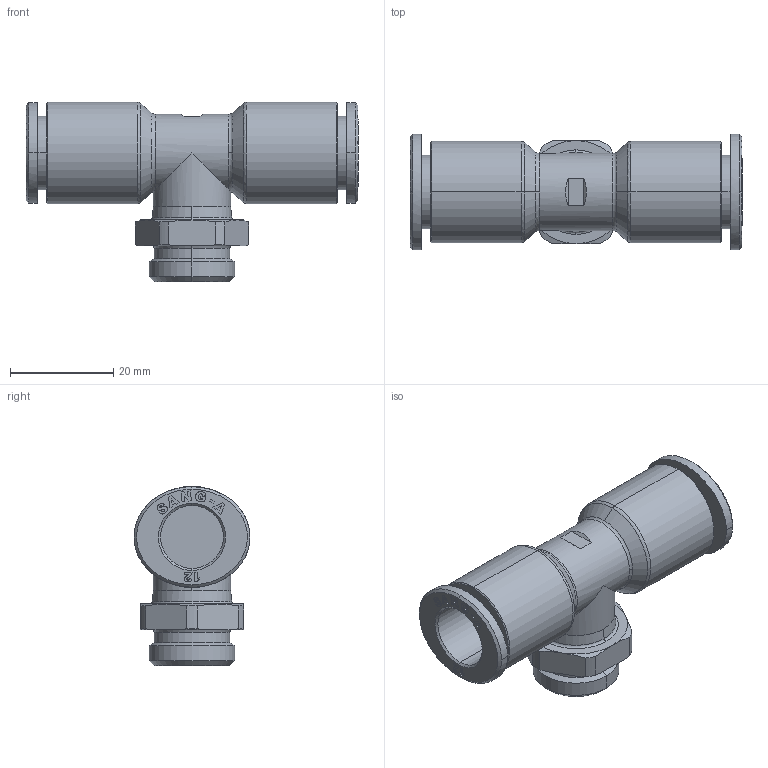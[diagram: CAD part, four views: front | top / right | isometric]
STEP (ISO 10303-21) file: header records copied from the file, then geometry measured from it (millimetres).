
FILE_DESCRIPTION (( 'STEP AP214' ), '1' );
FILE_NAME ('PT12-G03.stp', '2015-10-15T07:33:43', ( '' ), ( '' ), 'SwSTEP 2.0', 'SolidWorks 2015', '' );
FILE_SCHEMA (( 'AUTOMOTIVE_DESIGN' ));
Length unit declared in the file: millimetre
Products named in the file (2): PT12-G03; ｦ+ﾃｦ1
Assembly tree (1 placements, depth 2):
  PT12-G03
    ｦ+ﾃｦ1
Bounding box: 64.4 x 22.5 x 34.85 mm (x, y, z)
Volume: 15075 mm3; surface area: 8470.4 mm2
Topology: 1 solids, 1 shells, 785 faces, 2222 edges, 1468 vertices
Faces by surface type: plane 685, cone 43, cylinder 29, bspline 22, torus 6
Entity records: 27423 total; most frequent: CARTESIAN_POINT 6243, ORIENTED_EDGE 4440, DIRECTION 3801, EDGE_CURVE 2220, LINE 2017, VECTOR 2017, VERTEX_POINT 1468, AXIS2_PLACEMENT_3D 892
